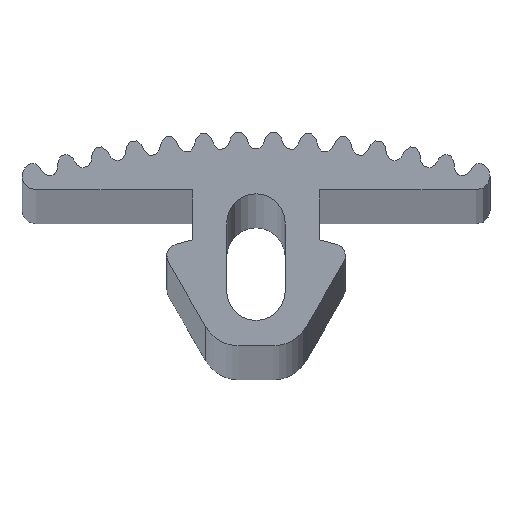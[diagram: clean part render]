
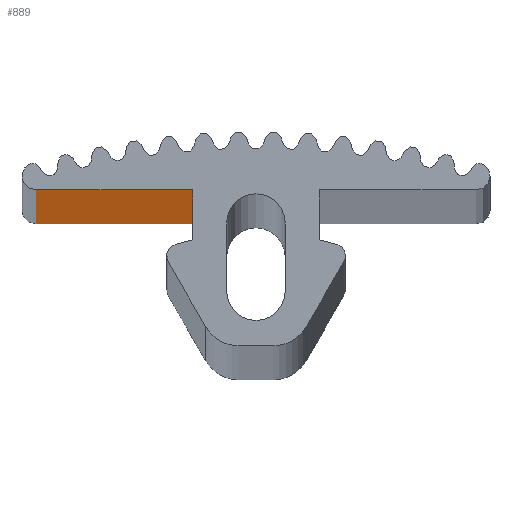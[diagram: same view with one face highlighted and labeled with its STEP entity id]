
A CAD part, top view. The second image highlights one B-rep face of the part: STEP entity #889.
In plain terms, the highlighted planar face has unit normal (0, -1, 0).
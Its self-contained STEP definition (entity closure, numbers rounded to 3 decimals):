
#48 = CARTESIAN_POINT ( 'NONE',  ( -3.25, 0., -1000. ) ) ;
#63 = CARTESIAN_POINT ( 'NONE',  ( -3.25, 0., 0. ) ) ;
#68 = DIRECTION ( 'NONE',  ( -1., 0., 0. ) ) ;
#236 = VECTOR ( 'NONE', #68, 1000. ) ;
#291 = CARTESIAN_POINT ( 'NONE',  ( -11.3, 0., -1000. ) ) ;
#339 = CARTESIAN_POINT ( 'NONE',  ( -3.25, 0., 0. ) ) ;
#378 = LINE ( 'NONE', #63, #236 ) ;
#507 = VECTOR ( 'NONE', #1566, 1000. ) ;
#612 = EDGE_CURVE ( 'NONE', #1709, #2141, #2148, .T. ) ;
#613 = EDGE_CURVE ( 'NONE', #1208, #1709, #1834, .T. ) ;
#689 = EDGE_CURVE ( 'NONE', #2141, #1551, #2057, .T. ) ;
#705 = CARTESIAN_POINT ( 'NONE',  ( -11.3, 0., 0. ) ) ;
#889 = ADVANCED_FACE ( 'NONE', ( #1527 ), #1075, .T. ) ;
#1071 = DIRECTION ( 'NONE',  ( 1., 0., 0. ) ) ;
#1075 = PLANE ( 'NONE',  #2379 ) ;
#1082 = CARTESIAN_POINT ( 'NONE',  ( -3.25, 0., -1000. ) ) ;
#1098 = DIRECTION ( 'NONE',  ( 0., -1., 0. ) ) ;
#1208 = VERTEX_POINT ( 'NONE', #705 ) ;
#1347 = DIRECTION ( 'NONE',  ( 0., 0., 1. ) ) ;
#1355 = CARTESIAN_POINT ( 'NONE',  ( -3.25, 0., -1000. ) ) ;
#1478 = VECTOR ( 'NONE', #1554, 1000. ) ;
#1527 = FACE_OUTER_BOUND ( 'NONE', #2357, .T. ) ;
#1551 = VERTEX_POINT ( 'NONE', #339 ) ;
#1554 = DIRECTION ( 'NONE',  ( 0., 0., -1. ) ) ;
#1556 = VECTOR ( 'NONE', #1347, 1000. ) ;
#1566 = DIRECTION ( 'NONE',  ( 1., 0., 0. ) ) ;
#1567 = CARTESIAN_POINT ( 'NONE',  ( -11.3, 0., -1000. ) ) ;
#1569 = CARTESIAN_POINT ( 'NONE',  ( -3.25, 0., -1000. ) ) ;
#1620 = ORIENTED_EDGE ( 'NONE', *, *, #2132, .T. ) ;
#1643 = ORIENTED_EDGE ( 'NONE', *, *, #613, .T. ) ;
#1709 = VERTEX_POINT ( 'NONE', #291 ) ;
#1834 = LINE ( 'NONE', #1567, #1478 ) ;
#2057 = LINE ( 'NONE', #1355, #1556 ) ;
#2132 = EDGE_CURVE ( 'NONE', #1551, #1208, #378, .T. ) ;
#2141 = VERTEX_POINT ( 'NONE', #48 ) ;
#2148 = LINE ( 'NONE', #1569, #507 ) ;
#2157 = ORIENTED_EDGE ( 'NONE', *, *, #612, .T. ) ;
#2317 = ORIENTED_EDGE ( 'NONE', *, *, #689, .T. ) ;
#2357 = EDGE_LOOP ( 'NONE', ( #2157, #2317, #1620, #1643 ) ) ;
#2379 = AXIS2_PLACEMENT_3D ( 'NONE', #1082, #1098, #1071 ) ;
